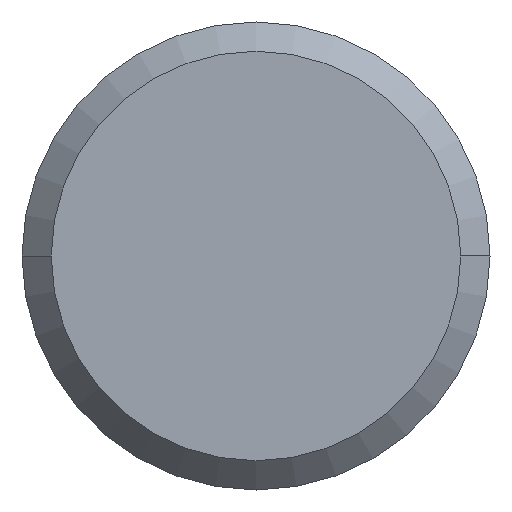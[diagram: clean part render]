
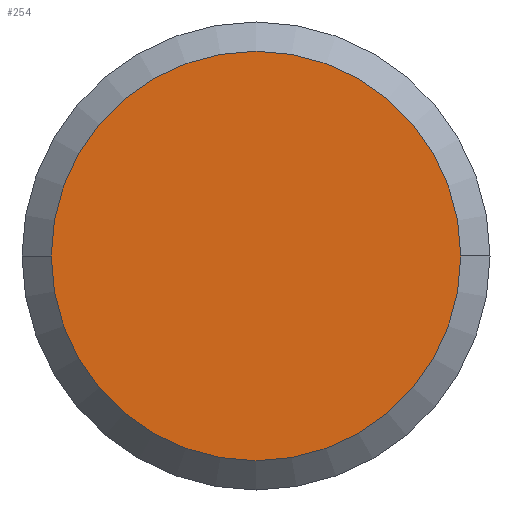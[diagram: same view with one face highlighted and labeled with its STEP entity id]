
A CAD part, left-side view. The second image highlights one B-rep face of the part: STEP entity #254.
In plain terms, the highlighted planar face has unit normal (-1, 0, 0).
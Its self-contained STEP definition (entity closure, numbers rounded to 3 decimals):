
#4 = PLANE ( 'NONE',  #300 ) ;
#33 = VERTEX_POINT ( 'NONE', #212 ) ;
#42 = EDGE_CURVE ( 'NONE', #117, #33, #141, .T. ) ;
#55 = DIRECTION ( 'NONE',  ( -1., 0., 0. ) ) ;
#68 = EDGE_CURVE ( 'NONE', #33, #117, #280, .T. ) ;
#75 = ORIENTED_EDGE ( 'NONE', *, *, #68, .F. ) ;
#116 = CARTESIAN_POINT ( 'NONE',  ( -44., 3.5, 0. ) ) ;
#117 = VERTEX_POINT ( 'NONE', #116 ) ;
#133 = ORIENTED_EDGE ( 'NONE', *, *, #42, .F. ) ;
#141 = CIRCLE ( 'NONE', #294, 3.5 ) ;
#144 = CARTESIAN_POINT ( 'NONE',  ( -44., 0., 0. ) ) ;
#152 = CARTESIAN_POINT ( 'NONE',  ( -44., 0., 0. ) ) ;
#170 = DIRECTION ( 'NONE',  ( 0., 1., 0. ) ) ;
#192 = DIRECTION ( 'NONE',  ( 1., 0., 0. ) ) ;
#212 = CARTESIAN_POINT ( 'NONE',  ( -44., -3.5, 0. ) ) ;
#253 = DIRECTION ( 'NONE',  ( 0., -1., 0. ) ) ;
#254 = ADVANCED_FACE ( 'NONE', ( #311 ), #4, .T. ) ;
#280 = CIRCLE ( 'NONE', #343, 3.5 ) ;
#294 = AXIS2_PLACEMENT_3D ( 'NONE', #334, #192, #356 ) ;
#300 = AXIS2_PLACEMENT_3D ( 'NONE', #152, #55, #253 ) ;
#311 = FACE_OUTER_BOUND ( 'NONE', #318, .T. ) ;
#312 = DIRECTION ( 'NONE',  ( 1., 0., 0. ) ) ;
#318 = EDGE_LOOP ( 'NONE', ( #133, #75 ) ) ;
#334 = CARTESIAN_POINT ( 'NONE',  ( -44., 0., 0. ) ) ;
#343 = AXIS2_PLACEMENT_3D ( 'NONE', #144, #312, #170 ) ;
#356 = DIRECTION ( 'NONE',  ( 0., 1., 0. ) ) ;
